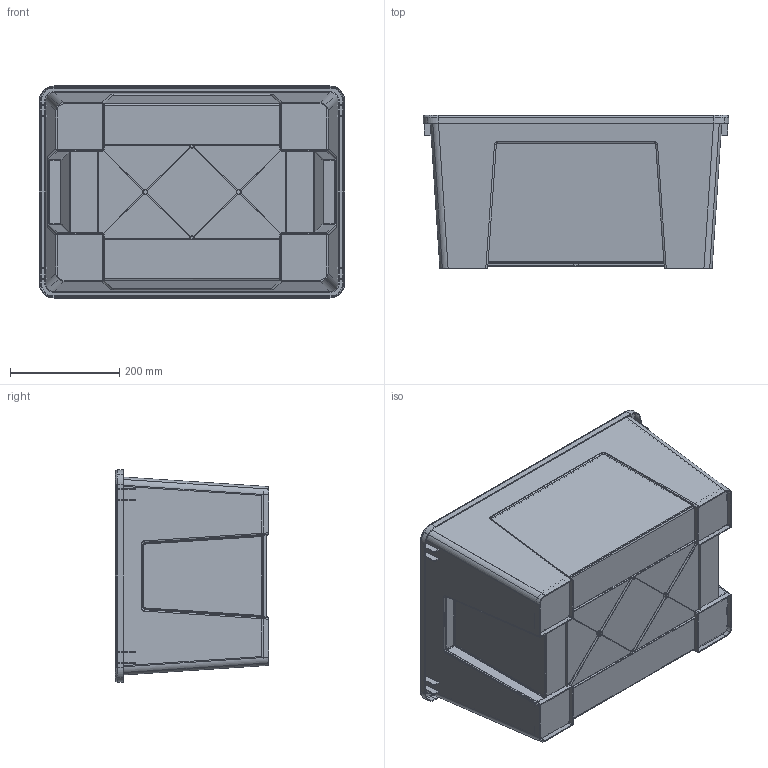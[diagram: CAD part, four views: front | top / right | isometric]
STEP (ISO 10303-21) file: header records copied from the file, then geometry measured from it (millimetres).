
FILE_DESCRIPTION (( 'STEP AP214' ), '1' );
FILE_NAME ('Ikea Samla box 45L.STEP', '2024-05-09T19:48:57', ( '' ), ( '' ), 'SwSTEP 2.0', 'SolidWorks 2022', '' );
FILE_SCHEMA (( 'AUTOMOTIVE_DESIGN' ));
Length unit declared in the file: millimetre
Products named in the file (1): Ikea Samla box 45L
Bounding box: 559 x 280 x 388 mm (x, y, z)
Volume: 1414662.9 mm3; surface area: 1407819.5 mm2
Topology: 1 solids, 1 shells, 586 faces, 1599 edges, 1012 vertices
Faces by surface type: cylinder 337, plane 173, torus 36, bspline 26, sphere 14
Entity records: 26024 total; most frequent: CARTESIAN_POINT 11761, ORIENTED_EDGE 3154, DIRECTION 2871, EDGE_CURVE 1577, AXIS2_PLACEMENT_3D 1037, VERTEX_POINT 1004, LINE 797, VECTOR 797
